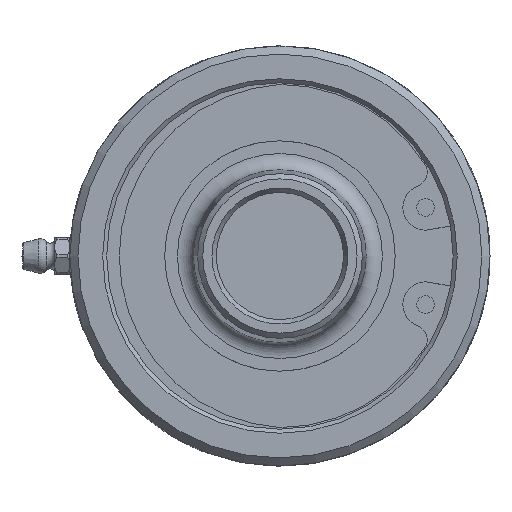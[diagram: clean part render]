
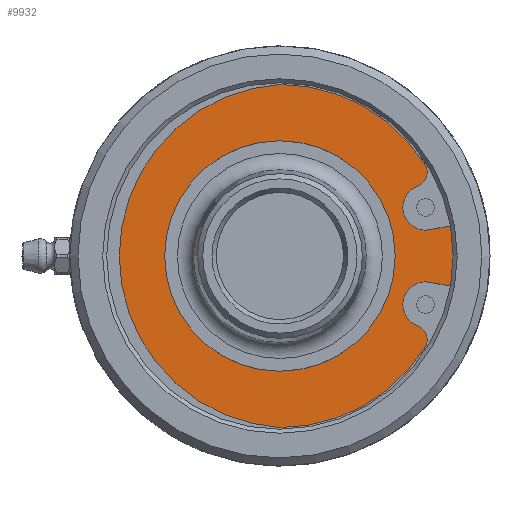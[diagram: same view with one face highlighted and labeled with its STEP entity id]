
A CAD part, left-side view. The second image highlights one B-rep face of the part: STEP entity #9932.
In plain terms, the highlighted planar face has unit normal (-1, 0, 0).
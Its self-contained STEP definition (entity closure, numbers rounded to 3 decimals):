
#477=PLANE('',#10540);
#623=FACE_BOUND('',#2169,.T.);
#1565=FACE_OUTER_BOUND('',#2168,.T.);
#2168=EDGE_LOOP('',(#8454,#8455,#8456,#8457,#8458,#8459,#8460,#8461,#8462,
#8463));
#2169=EDGE_LOOP('',(#8464,#8465));
#2570=CIRCLE('',#10541,4.474);
#2571=CIRCLE('',#10542,2.949);
#2572=CIRCLE('',#10543,33.733);
#2573=CIRCLE('',#10544,33.806);
#2574=CIRCLE('',#10545,33.733);
#2575=CIRCLE('',#10546,2.949);
#2576=CIRCLE('',#10547,4.474);
#2577=CIRCLE('',#10548,36.9);
#2578=CIRCLE('',#10549,22.65);
#2579=CIRCLE('',#10550,22.65);
#3112=LINE('',#28815,#3586);
#3113=LINE('',#28831,#3587);
#3586=VECTOR('',#12118,10.);
#3587=VECTOR('',#12133,10.);
#4460=VERTEX_POINT('',#28813);
#4461=VERTEX_POINT('',#28814);
#4462=VERTEX_POINT('',#28816);
#4463=VERTEX_POINT('',#28818);
#4464=VERTEX_POINT('',#28820);
#4465=VERTEX_POINT('',#28822);
#4466=VERTEX_POINT('',#28824);
#4467=VERTEX_POINT('',#28826);
#4468=VERTEX_POINT('',#28828);
#4469=VERTEX_POINT('',#28830);
#4470=VERTEX_POINT('',#28833);
#4471=VERTEX_POINT('',#28834);
#5836=EDGE_CURVE('',#4460,#4461,#3112,.T.);
#5837=EDGE_CURVE('',#4461,#4462,#2570,.T.);
#5838=EDGE_CURVE('',#4462,#4463,#2571,.T.);
#5839=EDGE_CURVE('',#4463,#4464,#2572,.T.);
#5840=EDGE_CURVE('',#4464,#4465,#2573,.T.);
#5841=EDGE_CURVE('',#4465,#4466,#2574,.T.);
#5842=EDGE_CURVE('',#4466,#4467,#2575,.T.);
#5843=EDGE_CURVE('',#4467,#4468,#2576,.T.);
#5844=EDGE_CURVE('',#4468,#4469,#3113,.T.);
#5845=EDGE_CURVE('',#4469,#4460,#2577,.T.);
#5846=EDGE_CURVE('',#4470,#4471,#2578,.T.);
#5847=EDGE_CURVE('',#4471,#4470,#2579,.T.);
#8454=ORIENTED_EDGE('',*,*,#5836,.T.);
#8455=ORIENTED_EDGE('',*,*,#5837,.T.);
#8456=ORIENTED_EDGE('',*,*,#5838,.T.);
#8457=ORIENTED_EDGE('',*,*,#5839,.T.);
#8458=ORIENTED_EDGE('',*,*,#5840,.T.);
#8459=ORIENTED_EDGE('',*,*,#5841,.T.);
#8460=ORIENTED_EDGE('',*,*,#5842,.T.);
#8461=ORIENTED_EDGE('',*,*,#5843,.T.);
#8462=ORIENTED_EDGE('',*,*,#5844,.T.);
#8463=ORIENTED_EDGE('',*,*,#5845,.T.);
#8464=ORIENTED_EDGE('',*,*,#5846,.T.);
#8465=ORIENTED_EDGE('',*,*,#5847,.T.);
#9932=ADVANCED_FACE('',(#1565,#623),#477,.F.);
#10540=AXIS2_PLACEMENT_3D('',#28812,#12116,#12117);
#10541=AXIS2_PLACEMENT_3D('',#28817,#12119,#12120);
#10542=AXIS2_PLACEMENT_3D('',#28819,#12121,#12122);
#10543=AXIS2_PLACEMENT_3D('',#28821,#12123,#12124);
#10544=AXIS2_PLACEMENT_3D('',#28823,#12125,#12126);
#10545=AXIS2_PLACEMENT_3D('',#28825,#12127,#12128);
#10546=AXIS2_PLACEMENT_3D('',#28827,#12129,#12130);
#10547=AXIS2_PLACEMENT_3D('',#28829,#12131,#12132);
#10548=AXIS2_PLACEMENT_3D('',#28832,#12134,#12135);
#10549=AXIS2_PLACEMENT_3D('',#28835,#12136,#12137);
#10550=AXIS2_PLACEMENT_3D('',#28836,#12138,#12139);
#12116=DIRECTION('center_axis',(1.,0.,0.));
#12117=DIRECTION('ref_axis',(0.,0.,-1.));
#12118=DIRECTION('',(0.,0.985,-0.174));
#12119=DIRECTION('center_axis',(1.,0.,0.));
#12120=DIRECTION('ref_axis',(0.,-0.046,-0.999));
#12121=DIRECTION('center_axis',(-1.,0.,0.));
#12122=DIRECTION('ref_axis',(0.,0.893,-0.451));
#12123=DIRECTION('center_axis',(-1.,0.,0.));
#12124=DIRECTION('ref_axis',(0.,0.,-1.));
#12125=DIRECTION('center_axis',(-1.,0.,0.));
#12126=DIRECTION('ref_axis',(0.,-0.066,0.998));
#12127=DIRECTION('center_axis',(-1.,0.,0.));
#12128=DIRECTION('ref_axis',(0.,0.849,0.528));
#12129=DIRECTION('center_axis',(-1.,0.,0.));
#12130=DIRECTION('ref_axis',(0.,0.355,-0.935));
#12131=DIRECTION('center_axis',(1.,0.,0.));
#12132=DIRECTION('ref_axis',(0.,0.355,-0.935));
#12133=DIRECTION('',(0.,-0.985,-0.174));
#12134=DIRECTION('center_axis',(-1.,0.,0.));
#12135=DIRECTION('ref_axis',(0.,1.,0.));
#12136=DIRECTION('center_axis',(1.,0.,0.));
#12137=DIRECTION('ref_axis',(0.,-1.,0.));
#12138=DIRECTION('center_axis',(1.,0.,0.));
#12139=DIRECTION('ref_axis',(0.,-1.,0.));
#28812=CARTESIAN_POINT('Origin',(7.26,28.45,0.));
#28813=CARTESIAN_POINT('',(7.26,-36.339,6.408));
#28814=CARTESIAN_POINT('',(7.26,-28.843,5.086));
#28815=CARTESIAN_POINT('',(7.26,-0.625,0.11));
#28816=CARTESIAN_POINT('',(7.26,-27.053,13.738));
#28817=CARTESIAN_POINT('Origin',(7.26,-28.639,9.555));
#28818=CARTESIAN_POINT('',(7.26,-28.639,17.825));
#28819=CARTESIAN_POINT('Origin',(7.26,-26.007,16.495));
#28820=CARTESIAN_POINT('',(7.26,0.,33.733));
#28821=CARTESIAN_POINT('Origin',(7.26,0.,0.));
#28822=CARTESIAN_POINT('',(7.26,0.,-33.733));
#28823=CARTESIAN_POINT('Origin',(7.26,-2.225,0.));
#28824=CARTESIAN_POINT('',(7.26,-28.639,-17.825));
#28825=CARTESIAN_POINT('Origin',(7.26,0.,0.));
#28826=CARTESIAN_POINT('',(7.26,-27.053,-13.738));
#28827=CARTESIAN_POINT('Origin',(7.26,-26.007,-16.495));
#28828=CARTESIAN_POINT('',(7.26,-28.843,-5.086));
#28829=CARTESIAN_POINT('Origin',(7.26,-28.639,-9.555));
#28830=CARTESIAN_POINT('',(7.26,-36.339,-6.408));
#28831=CARTESIAN_POINT('',(7.26,-4.374,-0.771));
#28832=CARTESIAN_POINT('Origin',(7.26,0.,0.));
#28833=CARTESIAN_POINT('',(7.26,-22.65,0.));
#28834=CARTESIAN_POINT('',(7.26,22.65,0.));
#28835=CARTESIAN_POINT('Origin',(7.26,0.,
0.));
#28836=CARTESIAN_POINT('Origin',(7.26,0.,
0.));
